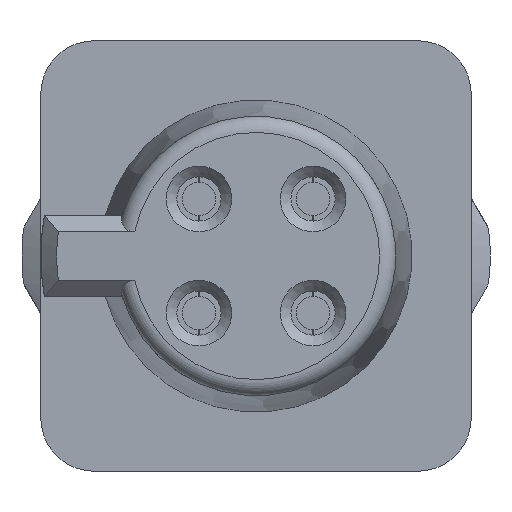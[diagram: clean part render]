
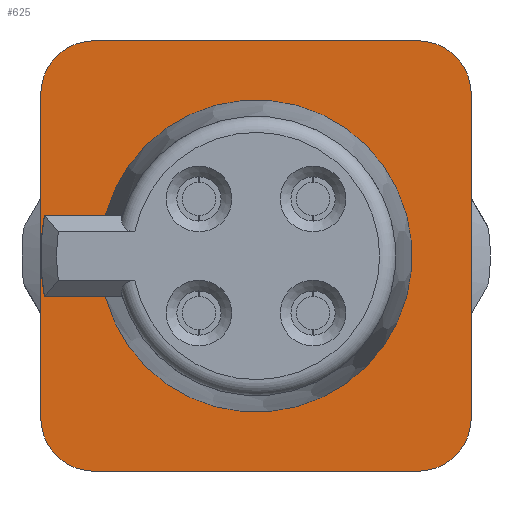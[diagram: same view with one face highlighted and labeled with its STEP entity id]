
A CAD part, left-side view. The second image highlights one B-rep face of the part: STEP entity #625.
In plain terms, the highlighted planar face has unit normal (-1, 0, 0).
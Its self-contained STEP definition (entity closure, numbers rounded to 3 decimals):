
#142=FACE_OUTER_BOUND('',#935,.T.);
#253=LINE('',#3490,#346);
#254=LINE('',#3495,#347);
#255=LINE('',#3499,#348);
#256=LINE('',#3503,#349);
#257=LINE('',#3507,#350);
#258=LINE('',#3511,#351);
#259=LINE('',#3514,#352);
#346=VECTOR('',#2722,1.);
#347=VECTOR('',#2725,1.);
#348=VECTOR('',#2728,1.);
#349=VECTOR('',#2731,1.);
#350=VECTOR('',#2734,1.);
#351=VECTOR('',#2737,1.);
#352=VECTOR('',#2740,1.);
#447=PLANE('',#2433);
#625=ADVANCED_FACE('',(#142),#447,.T.);
#935=EDGE_LOOP('',(#1160,#1161,#1162,#1163,#1164,#1165,#1166,#1167,#1168,
#1169,#1170,#1171,#1172,#1173));
#1160=ORIENTED_EDGE('',*,*,#1995,.F.);
#1161=ORIENTED_EDGE('',*,*,#1996,.T.);
#1162=ORIENTED_EDGE('',*,*,#1997,.F.);
#1163=ORIENTED_EDGE('',*,*,#1998,.T.);
#1164=ORIENTED_EDGE('',*,*,#1999,.T.);
#1165=ORIENTED_EDGE('',*,*,#2000,.T.);
#1166=ORIENTED_EDGE('',*,*,#2001,.T.);
#1167=ORIENTED_EDGE('',*,*,#2002,.T.);
#1168=ORIENTED_EDGE('',*,*,#2003,.T.);
#1169=ORIENTED_EDGE('',*,*,#2004,.T.);
#1170=ORIENTED_EDGE('',*,*,#2005,.T.);
#1171=ORIENTED_EDGE('',*,*,#2006,.T.);
#1172=ORIENTED_EDGE('',*,*,#2007,.T.);
#1173=ORIENTED_EDGE('',*,*,#2008,.T.);
#1784=VERTEX_POINT('',#3491);
#1785=VERTEX_POINT('',#3492);
#1786=VERTEX_POINT('',#3494);
#1787=VERTEX_POINT('',#3496);
#1788=VERTEX_POINT('',#3498);
#1789=VERTEX_POINT('',#3500);
#1790=VERTEX_POINT('',#3502);
#1791=VERTEX_POINT('',#3504);
#1792=VERTEX_POINT('',#3506);
#1793=VERTEX_POINT('',#3508);
#1794=VERTEX_POINT('',#3510);
#1795=VERTEX_POINT('',#3512);
#1796=VERTEX_POINT('',#3515);
#1995=EDGE_CURVE('',#1784,#1785,#253,.T.);
#1996=EDGE_CURVE('',#1784,#1786,#2293,.T.);
#1997=EDGE_CURVE('',#1787,#1786,#254,.T.);
#1998=EDGE_CURVE('',#1787,#1788,#2294,.T.);
#1999=EDGE_CURVE('',#1788,#1789,#255,.T.);
#2000=EDGE_CURVE('',#1789,#1790,#2295,.T.);
#2001=EDGE_CURVE('',#1790,#1791,#256,.T.);
#2002=EDGE_CURVE('',#1791,#1792,#2296,.T.);
#2003=EDGE_CURVE('',#1792,#1793,#257,.T.);
#2004=EDGE_CURVE('',#1793,#1794,#2297,.T.);
#2005=EDGE_CURVE('',#1794,#1795,#258,.T.);
#2006=EDGE_CURVE('',#1795,#1791,#2298,.T.);
#2007=EDGE_CURVE('',#1791,#1796,#259,.T.);
#2008=EDGE_CURVE('',#1796,#1785,#2299,.T.);
#2293=CIRCLE('',#2426,1.);
#2294=CIRCLE('',#2427,1.);
#2295=CIRCLE('',#2428,1.);
#2296=CIRCLE('',#2429,4.);
#2297=CIRCLE('',#2430,2.5);
#2298=CIRCLE('',#2431,4.);
#2299=CIRCLE('',#2432,1.);
#2426=AXIS2_PLACEMENT_3D('',#3493,#2723,#2724);
#2427=AXIS2_PLACEMENT_3D('',#3497,#2726,#2727);
#2428=AXIS2_PLACEMENT_3D('',#3501,#2729,#2730);
#2429=AXIS2_PLACEMENT_3D('',#3505,#2732,#2733);
#2430=AXIS2_PLACEMENT_3D('',#3509,#2735,#2736);
#2431=AXIS2_PLACEMENT_3D('',#3513,#2738,#2739);
#2432=AXIS2_PLACEMENT_3D('',#3516,#2741,#2742);
#2433=AXIS2_PLACEMENT_3D('',#3517,#2743,#2744);
#2722=DIRECTION('',(0.,1.,0.));
#2723=DIRECTION('',(-1.,0.,0.));
#2724=DIRECTION('',(0.,0.,1.));
#2725=DIRECTION('',(0.,0.,-1.));
#2726=DIRECTION('',(-1.,0.,0.));
#2727=DIRECTION('',(0.,0.,1.));
#2728=DIRECTION('',(0.,1.,0.));
#2729=DIRECTION('',(-1.,0.,0.));
#2730=DIRECTION('',(0.,0.,1.));
#2731=DIRECTION('',(0.,0.,-1.));
#2732=DIRECTION('',(1.,0.,0.));
#2733=DIRECTION('',(0.,0.,1.));
#2734=DIRECTION('',(0.,-1.,0.));
#2735=DIRECTION('',(1.,0.,0.));
#2736=DIRECTION('',(0.,0.,-1.));
#2737=DIRECTION('',(0.,1.,0.));
#2738=DIRECTION('',(1.,0.,0.));
#2739=DIRECTION('',(0.,0.,1.));
#2740=DIRECTION('',(0.,0.,-1.));
#2741=DIRECTION('',(-1.,0.,0.));
#2742=DIRECTION('',(0.,0.,1.));
#2743=DIRECTION('',(-1.,0.,0.));
#2744=DIRECTION('',(0.,0.,1.));
#3490=CARTESIAN_POINT('',(0.056,-4.,-4.));
#3491=CARTESIAN_POINT('',(0.056,-3.,-4.));
#3492=CARTESIAN_POINT('',(0.056,3.,-4.));
#3493=CARTESIAN_POINT('',(0.056,-3.,-3.));
#3494=CARTESIAN_POINT('',(0.056,-4.,-3.));
#3495=CARTESIAN_POINT('',(0.056,-4.,4.));
#3496=CARTESIAN_POINT('',(0.056,-4.,3.));
#3497=CARTESIAN_POINT('',(0.056,-3.,3.));
#3498=CARTESIAN_POINT('',(0.056,-3.,4.));
#3499=CARTESIAN_POINT('',(0.056,-4.,4.));
#3500=CARTESIAN_POINT('',(0.056,3.,4.));
#3501=CARTESIAN_POINT('',(0.056,3.,3.));
#3502=CARTESIAN_POINT('',(0.056,4.,3.));
#3503=CARTESIAN_POINT('',(0.056,4.,4.));
#3504=CARTESIAN_POINT('',(0.056,4.,0.));
#3505=CARTESIAN_POINT('',(0.056,0.,0.));
#3506=CARTESIAN_POINT('',(0.056,3.929,0.75));
#3507=CARTESIAN_POINT('',(0.056,3.929,0.75));
#3508=CARTESIAN_POINT('',(0.056,2.385,0.75));
#3509=CARTESIAN_POINT('',(0.056,0.,0.));
#3510=CARTESIAN_POINT('',(0.056,2.385,-0.75));
#3511=CARTESIAN_POINT('',(0.056,2.385,-0.75));
#3512=CARTESIAN_POINT('',(0.056,3.929,-0.75));
#3513=CARTESIAN_POINT('',(0.056,0.,0.));
#3514=CARTESIAN_POINT('',(0.056,4.,4.));
#3515=CARTESIAN_POINT('',(0.056,4.,-3.));
#3516=CARTESIAN_POINT('',(0.056,3.,-3.));
#3517=CARTESIAN_POINT('',(0.056,-4.,4.));
